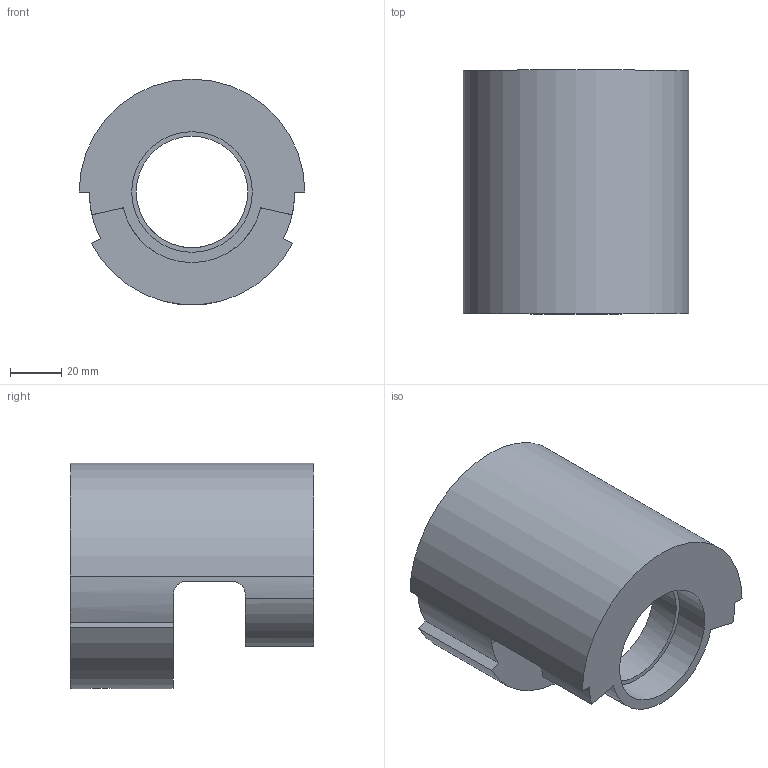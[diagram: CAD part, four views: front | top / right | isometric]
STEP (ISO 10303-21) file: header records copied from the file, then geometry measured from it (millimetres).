
FILE_DESCRIPTION (( 'STEP AP214' ), '1' );
FILE_NAME ('MNP_Portée_Guidage_Roue_AV.STEP', '2018-11-15T12:08:46', ( '' ), ( '' ), 'SwSTEP 2.0', 'SolidWorks 2019', '' );
FILE_SCHEMA (( 'AUTOMOTIVE_DESIGN' ));
Length unit declared in the file: millimetre
Products named in the file (1): MNP_Portée_Guidage_Roue_AV
Bounding box: 88 x 95 x 88 mm (x, y, z)
Volume: 295613.6 mm3; surface area: 46746.5 mm2
Topology: 1 solids, 1 shells, 58 faces, 158 edges, 97 vertices
Faces by surface type: cylinder 31, plane 17, cone 10
Entity records: 2268 total; most frequent: CARTESIAN_POINT 664, DIRECTION 302, ORIENTED_EDGE 296, EDGE_CURVE 148, AXIS2_PLACEMENT_3D 115, VERTEX_POINT 97, LINE 72, VECTOR 72
